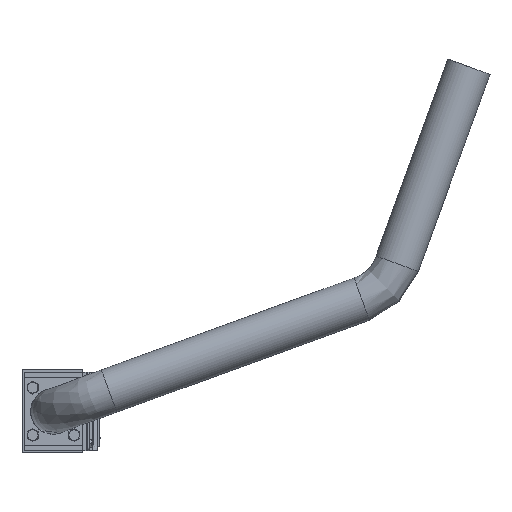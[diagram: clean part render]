
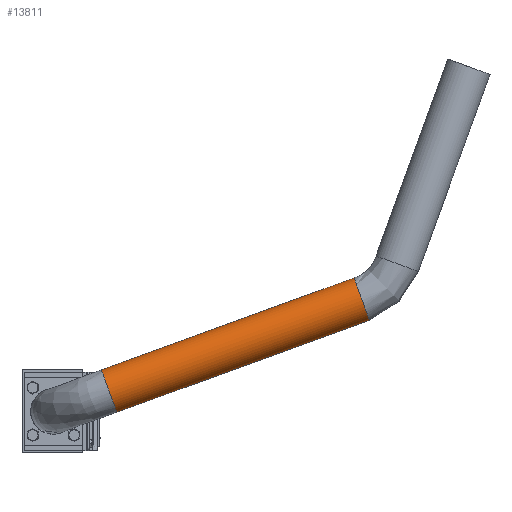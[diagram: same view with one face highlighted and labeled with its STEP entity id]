
A CAD part, front view. The second image highlights one B-rep face of the part: STEP entity #13811.
In plain terms, the highlighted free-form (B-spline) face has degree [2, 1] with [7, 2] control points.
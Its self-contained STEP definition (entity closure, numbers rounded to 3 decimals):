
#13715 = EDGE_CURVE('',#13716,#13716,#13718,.T.);
#13716 = VERTEX_POINT('',#13717);
#13717 = CARTESIAN_POINT('',(60.913,-584.66,
    27.106));
#13718 = ( BOUNDED_CURVE() B_SPLINE_CURVE(2,(#13719,#13720,#13721,#13722
    ,#13723,#13724,#13725),.UNSPECIFIED.,.T.,.F.) 
B_SPLINE_CURVE_WITH_KNOTS((1,2,2,2,2,1),(-2.094,0.,
    2.094,4.189,6.283,8.378),
.UNSPECIFIED.) CURVE() GEOMETRIC_REPRESENTATION_ITEM() 
RATIONAL_B_SPLINE_CURVE((1.,0.5,1.,0.5,1.,0.5,1.)) REPRESENTATION_ITEM(
  '') );
#13719 = CARTESIAN_POINT('',(60.913,-584.66,
    27.106));
#13720 = CARTESIAN_POINT('',(34.837,-556.91,
    98.749));
#13721 = CARTESIAN_POINT('',(39.656,-636.811,
    85.51));
#13722 = CARTESIAN_POINT('',(44.475,-716.713,
    72.271));
#13723 = CARTESIAN_POINT('',(65.732,-664.561,
    13.867));
#13724 = CARTESIAN_POINT('',(86.989,-612.409,
    -44.537));
#13725 = CARTESIAN_POINT('',(60.913,-584.66,
    27.106));
#13811 = ADVANCED_FACE('',(#13812),#13833,.T.);
#13812 = FACE_BOUND('',#13813,.T.);
#13813 = EDGE_LOOP('',(#13814,#13826,#13831,#13832));
#13814 = ORIENTED_EDGE('',*,*,#13815,.F.);
#13815 = EDGE_CURVE('',#13816,#13816,#13818,.T.);
#13816 = VERTEX_POINT('',#13817);
#13817 = CARTESIAN_POINT('',(586.078,-584.66,
    218.25));
#13818 = ( BOUNDED_CURVE() B_SPLINE_CURVE(2,(#13819,#13820,#13821,#13822
    ,#13823,#13824,#13825),.UNSPECIFIED.,.T.,.F.) 
B_SPLINE_CURVE_WITH_KNOTS((1,2,2,2,2,1),(-2.094,0.,
    2.094,4.189,6.283,8.378),
.UNSPECIFIED.) CURVE() GEOMETRIC_REPRESENTATION_ITEM() 
RATIONAL_B_SPLINE_CURVE((1.,0.5,1.,0.5,1.,0.5,1.)) REPRESENTATION_ITEM(
  '') );
#13819 = CARTESIAN_POINT('',(586.078,-584.66,
    218.25));
#13820 = CARTESIAN_POINT('',(560.002,-556.91,
    289.893));
#13821 = CARTESIAN_POINT('',(564.821,-636.811,
    276.654));
#13822 = CARTESIAN_POINT('',(569.639,-716.713,
    263.415));
#13823 = CARTESIAN_POINT('',(590.896,-664.561,
    205.011));
#13824 = CARTESIAN_POINT('',(612.154,-612.409,
    146.607));
#13825 = CARTESIAN_POINT('',(586.078,-584.66,
    218.25));
#13826 = ORIENTED_EDGE('',*,*,#13827,.F.);
#13827 = EDGE_CURVE('',#13716,#13816,#13828,.T.);
#13828 = B_SPLINE_CURVE_WITH_KNOTS('',1,(#13829,#13830),.UNSPECIFIED.,
  .F.,.F.,(2,2),(0.,453.369),
  .PIECEWISE_BEZIER_KNOTS.);
#13829 = CARTESIAN_POINT('',(60.913,-584.66,
    27.106));
#13830 = CARTESIAN_POINT('',(586.078,-584.66,
    218.25));
#13831 = ORIENTED_EDGE('',*,*,#13715,.T.);
#13832 = ORIENTED_EDGE('',*,*,#13827,.T.);
#13833 = ( BOUNDED_SURFACE() B_SPLINE_SURFACE(2,1,(
    (#13834,#13835)
    ,(#13836,#13837)
    ,(#13838,#13839)
    ,(#13840,#13841)
    ,(#13842,#13843)
    ,(#13844,#13845)
    ,(#13846,#13847
)),.UNSPECIFIED.,.T.,.F.,.F.) B_SPLINE_SURFACE_WITH_KNOTS((1,2,2,2,2,1),
  (2,2),(-2.094,0.,2.094,4.189,6.283,
    8.378),(0.,453.369),.UNSPECIFIED.) 
GEOMETRIC_REPRESENTATION_ITEM() RATIONAL_B_SPLINE_SURFACE((
    (1.,1.)
    ,(0.5,0.5)
    ,(1.,1.)
    ,(0.5,0.5)
    ,(1.,1.)
    ,(0.5,0.5)
,(1.,1.))) REPRESENTATION_ITEM('') SURFACE() );
#13834 = CARTESIAN_POINT('',(60.913,-584.66,
    27.106));
#13835 = CARTESIAN_POINT('',(586.078,-584.66,
    218.25));
#13836 = CARTESIAN_POINT('',(34.837,-556.91,
    98.749));
#13837 = CARTESIAN_POINT('',(560.002,-556.91,
    289.893));
#13838 = CARTESIAN_POINT('',(39.656,-636.811,
    85.51));
#13839 = CARTESIAN_POINT('',(564.821,-636.811,
    276.654));
#13840 = CARTESIAN_POINT('',(44.475,-716.713,
    72.271));
#13841 = CARTESIAN_POINT('',(569.639,-716.713,
    263.415));
#13842 = CARTESIAN_POINT('',(65.732,-664.561,
    13.867));
#13843 = CARTESIAN_POINT('',(590.896,-664.561,
    205.011));
#13844 = CARTESIAN_POINT('',(86.989,-612.409,
    -44.537));
#13845 = CARTESIAN_POINT('',(612.154,-612.409,
    146.607));
#13846 = CARTESIAN_POINT('',(60.913,-584.66,
    27.106));
#13847 = CARTESIAN_POINT('',(586.078,-584.66,
    218.25));
